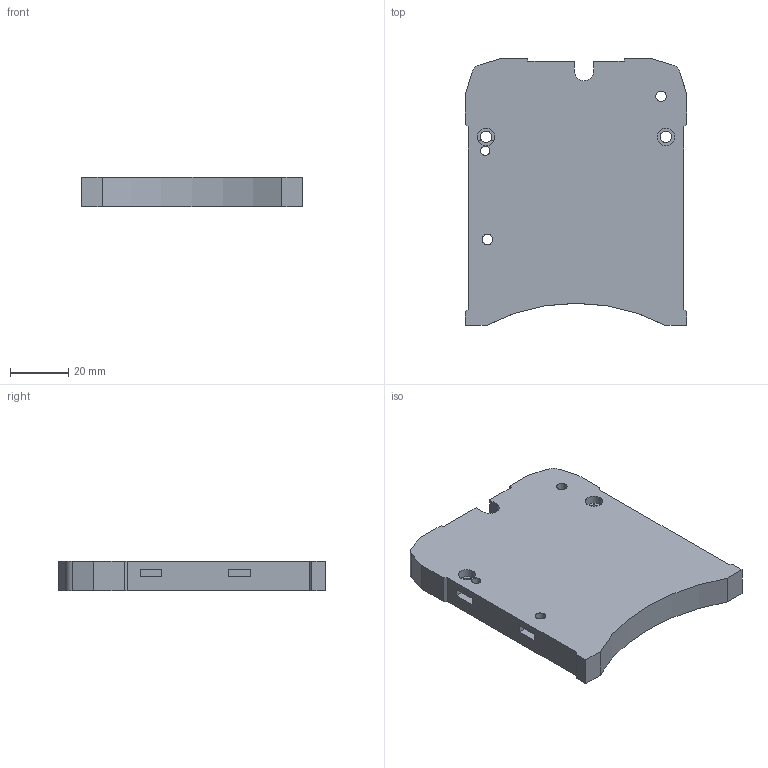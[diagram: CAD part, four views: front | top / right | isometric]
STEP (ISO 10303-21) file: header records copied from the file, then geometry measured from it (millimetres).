
FILE_DESCRIPTION(/* description */ ('STEP AP214'),/* implementation_level */ '2;1');
FILE_NAME(/* name */ 'Orange Storm Giga Head Connection_.step',/* time_stamp */ '2024-11-26T16:04:05+01:00',/* author */ (''),/* organization */ (''),/* preprocessor_version */ 'ST-DEVELOPER v20',/* originating_system */ 'Autodesk Translation Framework v13.20.0.188',/* authorisation */ '');
FILE_SCHEMA (('AUTOMOTIVE_DESIGN { 1 0 10303 214 3 1 1 }'));
Length unit declared in the file: millimetre
Products named in the file (1): Neptune 3 ara parça
Bounding box: 76.2 x 92.02 x 10 mm (x, y, z)
Volume: 63057.6 mm3; surface area: 17257.6 mm2
Topology: 1 solids, 1 shells, 58 faces, 165 edges, 110 vertices
Faces by surface type: plane 44, cylinder 14
Full cylindrical faces by diameter (mm): 3.2 x2, 3.6 x4, 4 x2, 6 x2
Entity records: 1957 total; most frequent: CARTESIAN_POINT 334, ORIENTED_EDGE 330, DIRECTION 315, EDGE_CURVE 165, LINE 133, VECTOR 133, VERTEX_POINT 110, AXIS2_PLACEMENT_3D 91
